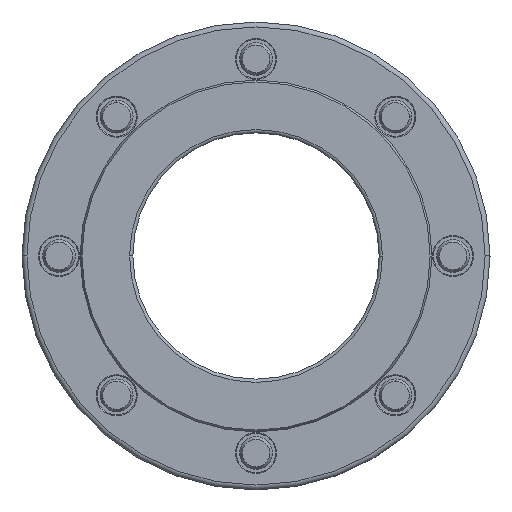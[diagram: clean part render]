
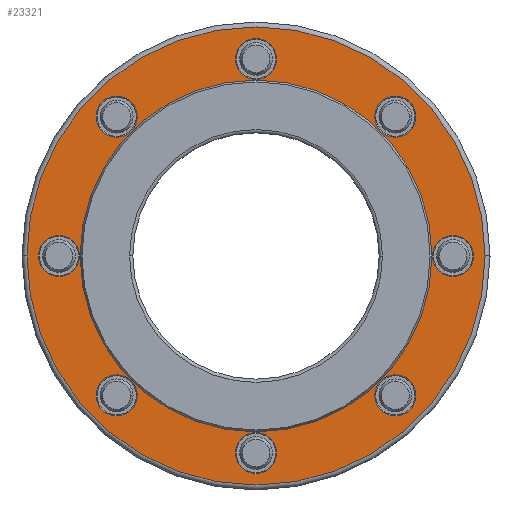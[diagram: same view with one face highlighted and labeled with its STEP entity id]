
A CAD part, left-side view. The second image highlights one B-rep face of the part: STEP entity #23321.
In plain terms, the highlighted planar face has unit normal (-1, 0, 0).
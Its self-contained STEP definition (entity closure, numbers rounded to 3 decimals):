
#3337=CARTESIAN_POINT('',(2.,0.,0.));
#3338=DIRECTION('',(-1.,0.,0.));
#3339=DIRECTION('',(0.,-1.,0.));
#3340=AXIS2_PLACEMENT_3D('',#3337,#3338,#3339);
#3342=CARTESIAN_POINT('',(2.,0.,0.));
#3343=DIRECTION('',(-1.,0.,0.));
#3344=DIRECTION('',(0.,1.,0.));
#3345=AXIS2_PLACEMENT_3D('',#3342,#3343,#3344);
#3347=CARTESIAN_POINT('',(2.,0.,-120.));
#3348=DIRECTION('',(1.,0.,0.));
#3349=DIRECTION('',(0.,1.,0.));
#3350=AXIS2_PLACEMENT_3D('',#3347,#3348,#3349);
#3352=CARTESIAN_POINT('',(2.,0.,-120.));
#3353=DIRECTION('',(1.,0.,0.));
#3354=DIRECTION('',(0.,-1.,0.));
#3355=AXIS2_PLACEMENT_3D('',#3352,#3353,#3354);
#3357=CARTESIAN_POINT('',(2.,84.853,-84.853));
#3358=DIRECTION('',(1.,0.,0.));
#3359=DIRECTION('',(0.,0.707,0.707));
#3360=AXIS2_PLACEMENT_3D('',#3357,#3358,#3359);
#3362=CARTESIAN_POINT('',(2.,84.853,-84.853));
#3363=DIRECTION('',(1.,0.,0.));
#3364=DIRECTION('',(0.,-0.707,-0.707));
#3365=AXIS2_PLACEMENT_3D('',#3362,#3363,#3364);
#3367=CARTESIAN_POINT('',(2.,120.,0.));
#3368=DIRECTION('',(1.,0.,0.));
#3369=DIRECTION('',(0.,0.,1.));
#3370=AXIS2_PLACEMENT_3D('',#3367,#3368,#3369);
#3372=CARTESIAN_POINT('',(2.,120.,0.));
#3373=DIRECTION('',(1.,0.,0.));
#3374=DIRECTION('',(0.,0.,-1.));
#3375=AXIS2_PLACEMENT_3D('',#3372,#3373,#3374);
#3377=CARTESIAN_POINT('',(2.,84.853,84.853));
#3378=DIRECTION('',(1.,0.,0.));
#3379=DIRECTION('',(0.,-0.707,0.707));
#3380=AXIS2_PLACEMENT_3D('',#3377,#3378,#3379);
#3382=CARTESIAN_POINT('',(2.,84.853,84.853));
#3383=DIRECTION('',(1.,0.,0.));
#3384=DIRECTION('',(0.,0.707,-0.707));
#3385=AXIS2_PLACEMENT_3D('',#3382,#3383,#3384);
#3387=CARTESIAN_POINT('',(2.,0.,120.));
#3388=DIRECTION('',(1.,0.,0.));
#3389=DIRECTION('',(0.,-1.,0.));
#3390=AXIS2_PLACEMENT_3D('',#3387,#3388,#3389);
#3392=CARTESIAN_POINT('',(2.,0.,120.));
#3393=DIRECTION('',(1.,0.,0.));
#3394=DIRECTION('',(0.,1.,0.));
#3395=AXIS2_PLACEMENT_3D('',#3392,#3393,#3394);
#3397=CARTESIAN_POINT('',(2.,-84.853,84.853));
#3398=DIRECTION('',(1.,0.,0.));
#3399=DIRECTION('',(0.,-0.707,-0.707));
#3400=AXIS2_PLACEMENT_3D('',#3397,#3398,#3399);
#3402=CARTESIAN_POINT('',(2.,-84.853,84.853));
#3403=DIRECTION('',(1.,0.,0.));
#3404=DIRECTION('',(0.,0.707,0.707));
#3405=AXIS2_PLACEMENT_3D('',#3402,#3403,#3404);
#3407=CARTESIAN_POINT('',(2.,-120.,0.));
#3408=DIRECTION('',(1.,0.,0.));
#3409=DIRECTION('',(0.,0.,-1.));
#3410=AXIS2_PLACEMENT_3D('',#3407,#3408,#3409);
#3412=CARTESIAN_POINT('',(2.,-120.,0.));
#3413=DIRECTION('',(1.,0.,0.));
#3414=DIRECTION('',(0.,0.,1.));
#3415=AXIS2_PLACEMENT_3D('',#3412,#3413,#3414);
#3417=CARTESIAN_POINT('',(2.,-84.853,-84.853));
#3418=DIRECTION('',(1.,0.,0.));
#3419=DIRECTION('',(0.,0.707,-0.707));
#3420=AXIS2_PLACEMENT_3D('',#3417,#3418,#3419);
#3422=CARTESIAN_POINT('',(2.,-84.853,-84.853));
#3423=DIRECTION('',(1.,0.,0.));
#3424=DIRECTION('',(0.,-0.707,0.707));
#3425=AXIS2_PLACEMENT_3D('',#3422,#3423,#3424);
#3447=CARTESIAN_POINT('',(2.,0.,0.));
#3448=DIRECTION('',(1.,0.,0.));
#3449=DIRECTION('',(0.,1.,0.));
#3450=AXIS2_PLACEMENT_3D('',#3447,#3448,#3449);
#3460=CARTESIAN_POINT('',(2.,0.,0.));
#3461=DIRECTION('',(-1.,0.,0.));
#3462=DIRECTION('',(0.,1.,0.));
#3463=AXIS2_PLACEMENT_3D('',#3460,#3461,#3462);
#18281=CARTESIAN_POINT('',(2.,107.155,0.));
#18283=VERTEX_POINT('',#18281);
#18285=CARTESIAN_POINT('',(2.,-107.155,0.));
#18287=VERTEX_POINT('',#18285);
#18289=CARTESIAN_POINT('',(2.,-139.5,0.));
#18290=CARTESIAN_POINT('',(2.,139.5,0.));
#18291=VERTEX_POINT('',#18289);
#18292=VERTEX_POINT('',#18290);
#18313=CARTESIAN_POINT('',(2.,12.5,-120.));
#18314=CARTESIAN_POINT('',(2.,-12.5,-120.));
#18315=VERTEX_POINT('',#18313);
#18316=VERTEX_POINT('',#18314);
#18329=CARTESIAN_POINT('',(2.,93.692,-76.014));
#18330=CARTESIAN_POINT('',(2.,76.014,-93.692));
#18331=VERTEX_POINT('',#18329);
#18332=VERTEX_POINT('',#18330);
#18345=CARTESIAN_POINT('',(2.,120.,12.5));
#18346=CARTESIAN_POINT('',(2.,120.,-12.5));
#18347=VERTEX_POINT('',#18345);
#18348=VERTEX_POINT('',#18346);
#18361=CARTESIAN_POINT('',(2.,76.014,93.692));
#18362=CARTESIAN_POINT('',(2.,93.692,76.014));
#18363=VERTEX_POINT('',#18361);
#18364=VERTEX_POINT('',#18362);
#18377=CARTESIAN_POINT('',(2.,-12.5,120.));
#18378=CARTESIAN_POINT('',(2.,12.5,120.));
#18379=VERTEX_POINT('',#18377);
#18380=VERTEX_POINT('',#18378);
#18393=CARTESIAN_POINT('',(2.,-93.692,76.014));
#18394=CARTESIAN_POINT('',(2.,-76.014,93.692));
#18395=VERTEX_POINT('',#18393);
#18396=VERTEX_POINT('',#18394);
#18409=CARTESIAN_POINT('',(2.,-120.,-12.5));
#18410=CARTESIAN_POINT('',(2.,-120.,12.5));
#18411=VERTEX_POINT('',#18409);
#18412=VERTEX_POINT('',#18410);
#18425=CARTESIAN_POINT('',(2.,-76.014,-93.692));
#18426=CARTESIAN_POINT('',(2.,-93.692,-76.014));
#18427=VERTEX_POINT('',#18425);
#18428=VERTEX_POINT('',#18426);
#23257=CARTESIAN_POINT('',(2.,0.,0.));
#23258=DIRECTION('',(1.,0.,0.));
#23259=DIRECTION('',(0.,-1.,0.));
#23260=AXIS2_PLACEMENT_3D('',#23257,#23258,#23259);
#23261=PLANE('',#23260);
#23263=ORIENTED_EDGE('',*,*,#23262,.F.);
#23264=ORIENTED_EDGE('',*,*,#23247,.F.);
#23265=EDGE_LOOP('',(#23263,#23264));
#23266=FACE_OUTER_BOUND('',#23265,.F.);
#23268=ORIENTED_EDGE('',*,*,#23267,.F.);
#23270=ORIENTED_EDGE('',*,*,#23269,.T.);
#23271=EDGE_LOOP('',(#23268,#23270));
#23272=FACE_BOUND('',#23271,.F.);
#23274=ORIENTED_EDGE('',*,*,#23273,.F.);
#23276=ORIENTED_EDGE('',*,*,#23275,.F.);
#23277=EDGE_LOOP('',(#23274,#23276));
#23278=FACE_BOUND('',#23277,.F.);
#23280=ORIENTED_EDGE('',*,*,#23279,.F.);
#23282=ORIENTED_EDGE('',*,*,#23281,.F.);
#23283=EDGE_LOOP('',(#23280,#23282));
#23284=FACE_BOUND('',#23283,.F.);
#23286=ORIENTED_EDGE('',*,*,#23285,.F.);
#23288=ORIENTED_EDGE('',*,*,#23287,.F.);
#23289=EDGE_LOOP('',(#23286,#23288));
#23290=FACE_BOUND('',#23289,.F.);
#23292=ORIENTED_EDGE('',*,*,#23291,.F.);
#23294=ORIENTED_EDGE('',*,*,#23293,.F.);
#23295=EDGE_LOOP('',(#23292,#23294));
#23296=FACE_BOUND('',#23295,.F.);
#23298=ORIENTED_EDGE('',*,*,#23297,.F.);
#23300=ORIENTED_EDGE('',*,*,#23299,.F.);
#23301=EDGE_LOOP('',(#23298,#23300));
#23302=FACE_BOUND('',#23301,.F.);
#23304=ORIENTED_EDGE('',*,*,#23303,.F.);
#23306=ORIENTED_EDGE('',*,*,#23305,.F.);
#23307=EDGE_LOOP('',(#23304,#23306));
#23308=FACE_BOUND('',#23307,.F.);
#23310=ORIENTED_EDGE('',*,*,#23309,.F.);
#23312=ORIENTED_EDGE('',*,*,#23311,.F.);
#23313=EDGE_LOOP('',(#23310,#23312));
#23314=FACE_BOUND('',#23313,.F.);
#23316=ORIENTED_EDGE('',*,*,#23315,.F.);
#23318=ORIENTED_EDGE('',*,*,#23317,.F.);
#23319=EDGE_LOOP('',(#23316,#23318));
#23320=FACE_BOUND('',#23319,.F.);
#23321=ADVANCED_FACE('',(#23266,#23272,#23278,#23284,#23290,#23296,#23302,
#23308,#23314,#23320),#23261,.F.);
#3341=CIRCLE('',#3340,139.5);
#3346=CIRCLE('',#3345,139.5);
#3351=CIRCLE('',#3350,12.5);
#3356=CIRCLE('',#3355,12.5);
#3361=CIRCLE('',#3360,12.5);
#3366=CIRCLE('',#3365,12.5);
#3371=CIRCLE('',#3370,12.5);
#3376=CIRCLE('',#3375,12.5);
#3381=CIRCLE('',#3380,12.5);
#3386=CIRCLE('',#3385,12.5);
#3391=CIRCLE('',#3390,12.5);
#3396=CIRCLE('',#3395,12.5);
#3401=CIRCLE('',#3400,12.5);
#3406=CIRCLE('',#3405,12.5);
#3411=CIRCLE('',#3410,12.5);
#3416=CIRCLE('',#3415,12.5);
#3421=CIRCLE('',#3420,12.5);
#3426=CIRCLE('',#3425,12.5);
#3451=CIRCLE('',#3450,107.155);
#3464=CIRCLE('',#3463,107.155);
#23247=EDGE_CURVE('',#18292,#18291,#3346,.T.);
#23262=EDGE_CURVE('',#18291,#18292,#3341,.T.);
#23267=EDGE_CURVE('',#18283,#18287,#3451,.T.);
#23269=EDGE_CURVE('',#18283,#18287,#3464,.T.);
#23273=EDGE_CURVE('',#18315,#18316,#3351,.T.);
#23275=EDGE_CURVE('',#18316,#18315,#3356,.T.);
#23279=EDGE_CURVE('',#18331,#18332,#3361,.T.);
#23281=EDGE_CURVE('',#18332,#18331,#3366,.T.);
#23285=EDGE_CURVE('',#18347,#18348,#3371,.T.);
#23287=EDGE_CURVE('',#18348,#18347,#3376,.T.);
#23291=EDGE_CURVE('',#18363,#18364,#3381,.T.);
#23293=EDGE_CURVE('',#18364,#18363,#3386,.T.);
#23297=EDGE_CURVE('',#18379,#18380,#3391,.T.);
#23299=EDGE_CURVE('',#18380,#18379,#3396,.T.);
#23303=EDGE_CURVE('',#18395,#18396,#3401,.T.);
#23305=EDGE_CURVE('',#18396,#18395,#3406,.T.);
#23309=EDGE_CURVE('',#18411,#18412,#3411,.T.);
#23311=EDGE_CURVE('',#18412,#18411,#3416,.T.);
#23315=EDGE_CURVE('',#18427,#18428,#3421,.T.);
#23317=EDGE_CURVE('',#18428,#18427,#3426,.T.);
